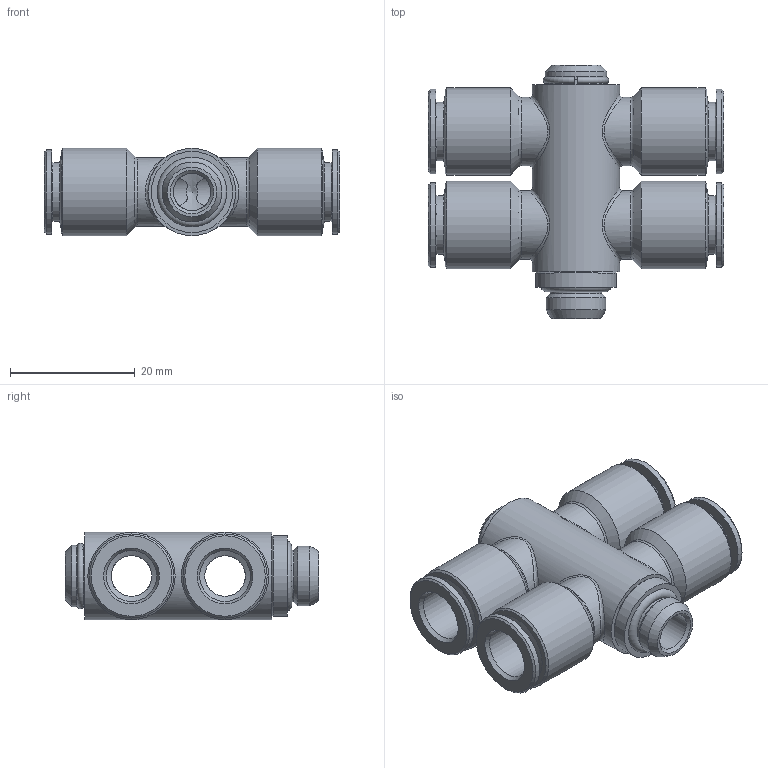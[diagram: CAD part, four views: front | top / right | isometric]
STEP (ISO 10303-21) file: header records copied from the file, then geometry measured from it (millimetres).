
FILE_DESCRIPTION(/* description */ ('STEP AP214'),/* implementation_level */ '2;1');
FILE_NAME(/* name */ 'A0320041',/* time_stamp */ '2023-04-21T13:50:51+02:00',/* author */ ('License CC BY-ND 4.0'),/* organization */ ('CADENAS'),/* preprocessor_version */ 'ST-DEVELOPER v19.3',/* originating_system */ 'PARTsolutions',/* authorisation */ ' ');
FILE_SCHEMA (('AUTOMOTIVE_DESIGN {1 0 10303 214 3 1 1}'));
Length unit declared in the file: metre
Products named in the file (2): A0320041; A0320041_PART1
Assembly tree (1 placements, depth 2):
  A0320041
    A0320041_PART1
Bounding box: 47.4 x 40.6 x 14 mm (x, y, z)
Volume: 9736 mm3; surface area: 8150.5 mm2
Topology: 1 solids, 1 shells, 117 faces, 285 edges, 184 vertices
Faces by surface type: cone 36, cylinder 34, plane 33, bspline 8, torus 6
Full cylindrical faces by diameter (mm): 4 x1, 6 x2, 6.5 x2, 8.15 x4, 8.3 x1, 8.75 x1, 9.4 x4, 9.6 x1, 9.85 x2, 11 x4, 13 x1, 13.5 x4, 14 x5
Entity records: 5355 total; most frequent: CARTESIAN_POINT 2331, DIRECTION 454, ORIENTED_EDGE 334, FACE_BOUND 216, AXIS2_PLACEMENT_3D 215, EDGE_LOOP 214, EDGE_CURVE 167, VERTEX_POINT 143
